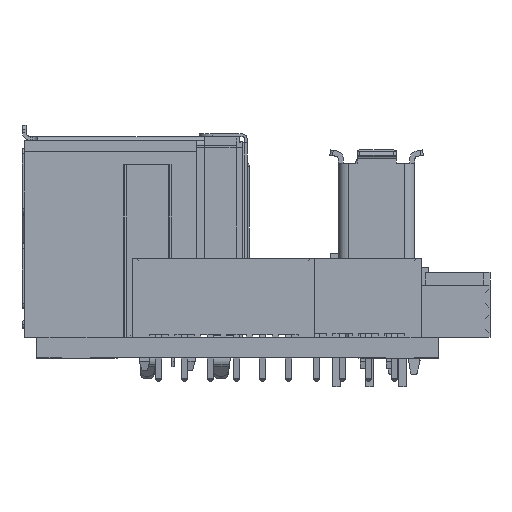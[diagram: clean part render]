
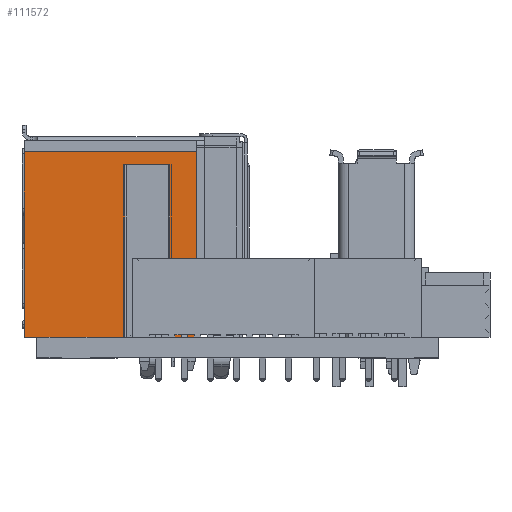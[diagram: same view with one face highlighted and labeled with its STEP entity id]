
A CAD part, left-side view. The second image highlights one B-rep face of the part: STEP entity #111572.
In plain terms, the highlighted face is planar.
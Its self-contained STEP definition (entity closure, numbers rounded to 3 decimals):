
#90287=DIRECTION('',(0.,0.,1.));
#90288=VECTOR('',#90287,14.3);
#90289=CARTESIAN_POINT('',(20.7,13.3,0.9));
#90290=LINE('',#90289,#90288);
#91425=DIRECTION('',(0.,1.,0.));
#91426=VECTOR('',#91425,13.3);
#91427=CARTESIAN_POINT('',(20.7,0.,0.9));
#91428=LINE('',#91427,#91426);
#91439=DIRECTION('',(0.,0.,1.));
#91440=VECTOR('',#91439,14.3);
#91441=CARTESIAN_POINT('',(20.7,0.,0.9));
#91442=LINE('',#91441,#91440);
#91446=DIRECTION('',(0.,1.,0.));
#91447=VECTOR('',#91446,2.055);
#91448=CARTESIAN_POINT('',(20.7,0.,15.2));
#91449=LINE('',#91448,#91447);
#91453=DIRECTION('',(0.,1.,0.));
#91454=VECTOR('',#91453,7.755);
#91455=CARTESIAN_POINT('',(20.7,5.545,15.2));
#91456=LINE('',#91455,#91454);
#91460=DIRECTION('',(0.,0.,1.));
#91461=VECTOR('',#91460,13.3);
#91462=CARTESIAN_POINT('',(20.7,2.055,1.9));
#91463=LINE('',#91462,#91461);
#91474=DIRECTION('',(0.,-1.,0.));
#91475=VECTOR('',#91474,3.49);
#91476=CARTESIAN_POINT('',(20.7,5.545,1.9));
#91477=LINE('',#91476,#91475);
#91576=DIRECTION('',(0.,0.,-1.));
#91577=VECTOR('',#91576,13.3);
#91578=CARTESIAN_POINT('',(20.7,5.545,15.2));
#91579=LINE('',#91578,#91577);
#107595=CARTESIAN_POINT('',(20.7,13.3,15.2));
#107597=VERTEX_POINT('',#107595);
#107598=CARTESIAN_POINT('',(20.7,5.545,15.2));
#107599=VERTEX_POINT('',#107598);
#107612=CARTESIAN_POINT('',(20.7,2.055,15.2));
#107613=VERTEX_POINT('',#107612);
#107614=CARTESIAN_POINT('',(20.7,0.,15.2));
#107615=VERTEX_POINT('',#107614);
#107763=CARTESIAN_POINT('',(20.7,13.3,0.9));
#107764=VERTEX_POINT('',#107763);
#108626=CARTESIAN_POINT('',(20.7,0.,0.9));
#108627=VERTEX_POINT('',#108626);
#108712=CARTESIAN_POINT('',(20.7,2.055,1.9));
#108713=VERTEX_POINT('',#108712);
#108714=CARTESIAN_POINT('',(20.7,5.545,1.9));
#108715=VERTEX_POINT('',#108714);
#111554=CARTESIAN_POINT('',(20.7,13.3,15.2));
#111555=DIRECTION('',(-1.,0.,0.));
#111556=DIRECTION('',(0.,-1.,0.));
#111557=AXIS2_PLACEMENT_3D('',#111554,#111555,#111556);
#111558=PLANE('',#111557);
#111559=ORIENTED_EDGE('',*,*,#111548,.F.);
#111560=ORIENTED_EDGE('',*,*,#110754,.T.);
#111561=ORIENTED_EDGE('',*,*,#110906,.T.);
#111563=ORIENTED_EDGE('',*,*,#111562,.F.);
#111565=ORIENTED_EDGE('',*,*,#111564,.F.);
#111567=ORIENTED_EDGE('',*,*,#111566,.F.);
#111568=ORIENTED_EDGE('',*,*,#110890,.T.);
#111569=ORIENTED_EDGE('',*,*,#110957,.F.);
#111570=EDGE_LOOP('',(#111559,#111560,#111561,#111563,#111565,#111567,#111568,
#111569));
#111571=FACE_OUTER_BOUND('',#111570,.F.);
#110754=EDGE_CURVE('',#108627,#107615,#91442,.T.);
#110890=EDGE_CURVE('',#107599,#107597,#91456,.T.);
#110906=EDGE_CURVE('',#107615,#107613,#91449,.T.);
#110957=EDGE_CURVE('',#107764,#107597,#90290,.T.);
#111548=EDGE_CURVE('',#108627,#107764,#91428,.T.);
#111562=EDGE_CURVE('',#108713,#107613,#91463,.T.);
#111564=EDGE_CURVE('',#108715,#108713,#91477,.T.);
#111566=EDGE_CURVE('',#107599,#108715,#91579,.T.);
#111572=ADVANCED_FACE('',(#111571),#111558,.F.);
